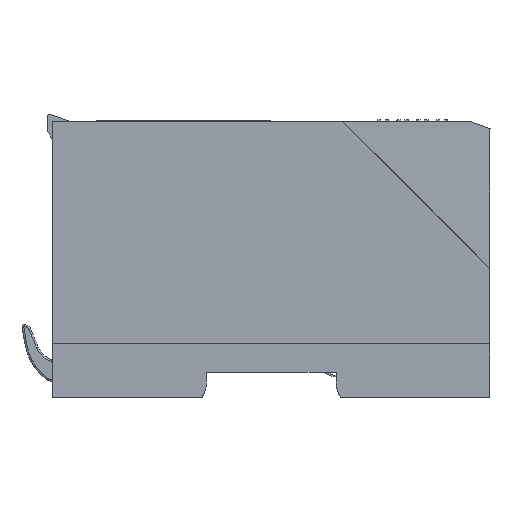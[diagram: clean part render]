
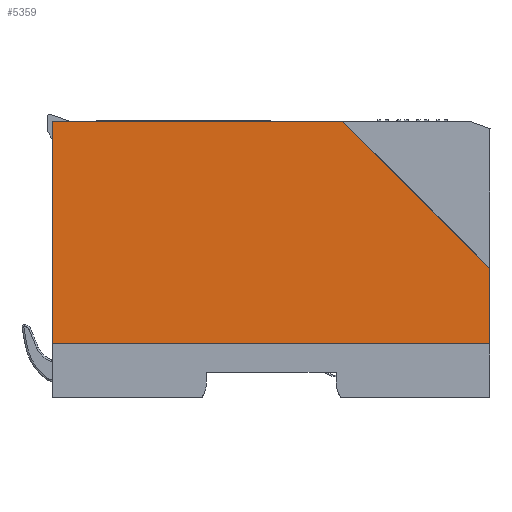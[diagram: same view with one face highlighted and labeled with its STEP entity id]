
A CAD part, left-side view. The second image highlights one B-rep face of the part: STEP entity #5359.
In plain terms, the highlighted planar face has unit normal (-1, 0, 0).
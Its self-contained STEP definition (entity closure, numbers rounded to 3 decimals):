
#5340=AXIS2_PLACEMENT_3D('Plane Axis2P3D',#5337,#5338,#5339) ;
#77=CARTESIAN_POINT('Vertex',(0.,119.5,75.55)) ;
#80=CARTESIAN_POINT('Line Origine',(0.,79.875,75.55)) ;
#84=CARTESIAN_POINT('Vertex',(0.,40.25,75.55)) ;
#492=CARTESIAN_POINT('Line Origine',(0.,59.75,14.725)) ;
#496=CARTESIAN_POINT('Vertex',(0.,0.,14.725)) ;
#498=CARTESIAN_POINT('Vertex',(0.,119.5,14.725)) ;
#5050=CARTESIAN_POINT('Vertex',(0.,0.,35.3)) ;
#5053=CARTESIAN_POINT('Line Origine',(0.,0.,25.012)) ;
#5337=CARTESIAN_POINT('Axis2P3D Location',(0.,1.1,15.925)) ;
#5342=CARTESIAN_POINT('Line Origine',(0.,20.125,55.425)) ;
#5347=CARTESIAN_POINT('Line Origine',(0.,119.5,45.137)) ;
#81=DIRECTION('Vector Direction',(0.,-1.,0.)) ;
#493=DIRECTION('Vector Direction',(0.,1.,0.)) ;
#5054=DIRECTION('Vector Direction',(0.,0.,1.)) ;
#5338=DIRECTION('Axis2P3D Direction',(1.,0.,0.)) ;
#5339=DIRECTION('Axis2P3D XDirection',(0.,1.,0.)) ;
#5343=DIRECTION('Vector Direction',(0.,-0.707,-0.707)) ;
#5348=DIRECTION('Vector Direction',(0.,0.,-1.)) ;
#82=VECTOR('Line Direction',#81,1.) ;
#494=VECTOR('Line Direction',#493,1.) ;
#5055=VECTOR('Line Direction',#5054,1.) ;
#5344=VECTOR('Line Direction',#5343,1.) ;
#5349=VECTOR('Line Direction',#5348,1.) ;
#5353=ORIENTED_EDGE('',*,*,#500,.F.) ;
#5354=ORIENTED_EDGE('',*,*,#5057,.F.) ;
#5355=ORIENTED_EDGE('',*,*,#5346,.F.) ;
#5356=ORIENTED_EDGE('',*,*,#86,.T.) ;
#5357=ORIENTED_EDGE('',*,*,#5351,.T.) ;
#5359=ADVANCED_FACE('Housing',(#5358),#5341,.F.) ;
#86=EDGE_CURVE('',#85,#78,#83,.F.) ;
#500=EDGE_CURVE('',#497,#499,#495,.T.) ;
#5057=EDGE_CURVE('',#5051,#497,#5056,.F.) ;
#5346=EDGE_CURVE('',#85,#5051,#5345,.T.) ;
#5351=EDGE_CURVE('',#78,#499,#5350,.T.) ;
#5352=EDGE_LOOP('',(#5353,#5354,#5355,#5356,#5357)) ;
#5358=FACE_OUTER_BOUND('',#5352,.T.) ;
#83=LINE('Line',#80,#82) ;
#495=LINE('Line',#492,#494) ;
#5056=LINE('Line',#5053,#5055) ;
#5345=LINE('Line',#5342,#5344) ;
#5350=LINE('Line',#5347,#5349) ;
#5341=PLANE('',#5340) ;
#78=VERTEX_POINT('',#77) ;
#85=VERTEX_POINT('',#84) ;
#497=VERTEX_POINT('',#496) ;
#499=VERTEX_POINT('',#498) ;
#5051=VERTEX_POINT('',#5050) ;
